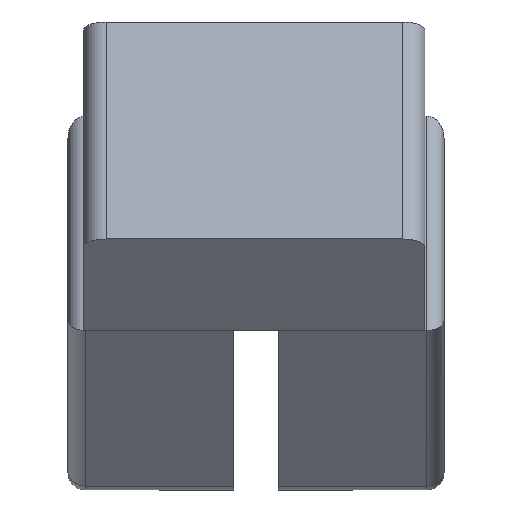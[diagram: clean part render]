
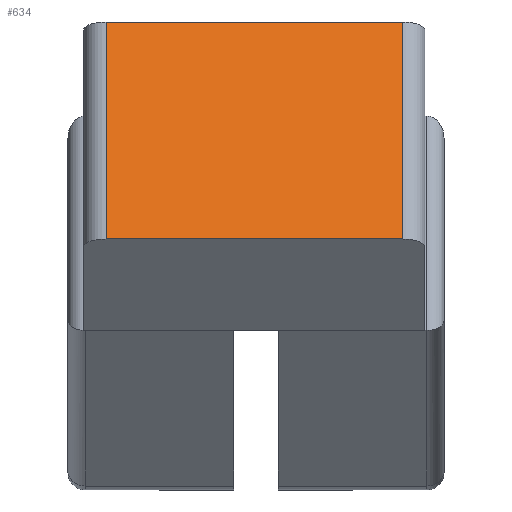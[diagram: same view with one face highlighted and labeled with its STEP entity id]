
A CAD part, top view. The second image highlights one B-rep face of the part: STEP entity #634.
In plain terms, the highlighted planar face has unit normal (0, 0.353, 0.936).
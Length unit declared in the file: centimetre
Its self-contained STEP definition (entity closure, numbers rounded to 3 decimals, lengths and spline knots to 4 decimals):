
#31=PLANE('',#690);
#49=FACE_OUTER_BOUND('',#88,.T.);
#88=EDGE_LOOP('',(#438,#439,#440,#441));
#130=LINE('',#980,#186);
#132=LINE('',#986,#188);
#136=LINE('',#996,#192);
#137=LINE('',#997,#193);
#186=VECTOR('',#768,1.);
#188=VECTOR('',#774,1.);
#192=VECTOR('',#782,1.);
#193=VECTOR('',#783,1.);
#277=VERTEX_POINT('',#977);
#278=VERTEX_POINT('',#979);
#280=VERTEX_POINT('',#985);
#284=VERTEX_POINT('',#995);
#335=EDGE_CURVE('',#277,#278,#130,.T.);
#338=EDGE_CURVE('',#280,#278,#132,.T.);
#343=EDGE_CURVE('',#277,#284,#136,.T.);
#344=EDGE_CURVE('',#280,#284,#137,.T.);
#438=ORIENTED_EDGE('',*,*,#335,.F.);
#439=ORIENTED_EDGE('',*,*,#343,.T.);
#440=ORIENTED_EDGE('',*,*,#344,.F.);
#441=ORIENTED_EDGE('',*,*,#338,.T.);
#634=ADVANCED_FACE('',(#49),#31,.T.);
#690=AXIS2_PLACEMENT_3D('',#994,#780,#781);
#768=DIRECTION('',(0.,0.936,-0.353));
#774=DIRECTION('',(-1.,0.,0.));
#780=DIRECTION('center_axis',(0.,0.353,0.936));
#781=DIRECTION('ref_axis',(1.,0.,0.));
#782=DIRECTION('',(1.,0.,0.));
#783=DIRECTION('',(0.,-0.936,0.353));
#977=CARTESIAN_POINT('',(-0.6883,25.3811,10.7512));
#979=CARTESIAN_POINT('',(-0.6883,26.3413,10.3894));
#980=CARTESIAN_POINT('',(-0.6883,26.1013,10.4798));
#985=CARTESIAN_POINT('',(0.6216,26.3413,10.3894));
#986=CARTESIAN_POINT('',(-0.7883,26.3413,10.3894));
#994=CARTESIAN_POINT('Origin',(-0.0334,25.8612,10.5703));
#995=CARTESIAN_POINT('',(0.6216,25.3811,10.7512));
#996=CARTESIAN_POINT('',(0.7216,25.3811,10.7512));
#997=CARTESIAN_POINT('',(0.6216,25.6212,10.6607));
